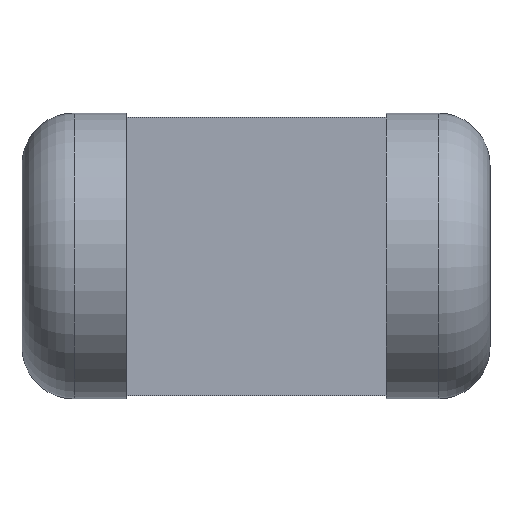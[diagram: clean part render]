
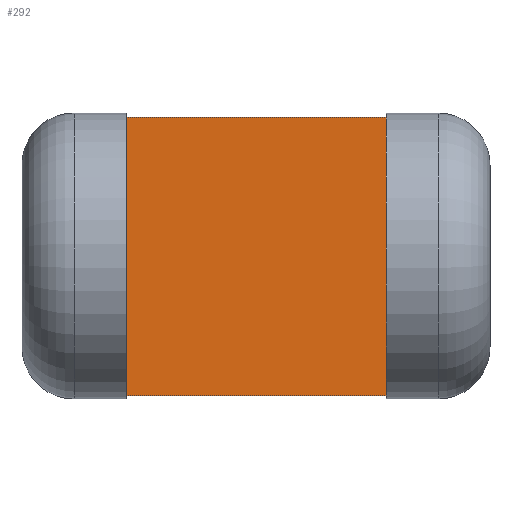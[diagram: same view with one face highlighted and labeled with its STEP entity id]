
A CAD part, top view. The second image highlights one B-rep face of the part: STEP entity #292.
In plain terms, the highlighted planar face has unit normal (0, -0.012, 1).
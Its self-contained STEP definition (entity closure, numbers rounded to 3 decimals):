
#20=PLANE('',#336);
#48=FACE_OUTER_BOUND('',#66,.T.);
#66=EDGE_LOOP('',(#251,#252,#253,#254));
#85=LINE('',#470,#111);
#96=LINE('',#504,#122);
#99=LINE('',#510,#125);
#100=LINE('',#511,#126);
#111=VECTOR('',#377,10.);
#122=VECTOR('',#414,10.);
#125=VECTOR('',#421,10.);
#126=VECTOR('',#422,10.);
#138=VERTEX_POINT('',#467);
#139=VERTEX_POINT('',#469);
#148=VERTEX_POINT('',#501);
#149=VERTEX_POINT('',#503);
#167=EDGE_CURVE('',#139,#138,#85,.T.);
#184=EDGE_CURVE('',#148,#149,#96,.T.);
#187=EDGE_CURVE('',#149,#138,#99,.T.);
#188=EDGE_CURVE('',#139,#148,#100,.T.);
#251=ORIENTED_EDGE('',*,*,#187,.F.);
#252=ORIENTED_EDGE('',*,*,#184,.F.);
#253=ORIENTED_EDGE('',*,*,#188,.F.);
#254=ORIENTED_EDGE('',*,*,#167,.T.);
#292=ADVANCED_FACE('',(#48),#20,.T.);
#336=AXIS2_PLACEMENT_3D('',#509,#419,#420);
#377=DIRECTION('',(1.,0.,0.));
#414=DIRECTION('',(1.,0.,0.));
#419=DIRECTION('center_axis',(0.,-0.012,1.));
#420=DIRECTION('ref_axis',(0.,-1.,-0.012));
#421=DIRECTION('',(0.,-1.,-0.012));
#422=DIRECTION('',(0.,1.,0.012));
#467=CARTESIAN_POINT('',(50.,493.974,639.419));
#469=CARTESIAN_POINT('',(-50.,493.974,639.419));
#470=CARTESIAN_POINT('',(-50.,493.974,639.419));
#501=CARTESIAN_POINT('',(-50.,601.042,640.726));
#503=CARTESIAN_POINT('',(50.,601.042,640.726));
#504=CARTESIAN_POINT('',(-50.,601.042,640.726));
#509=CARTESIAN_POINT('Origin',(-50.,601.042,640.726));
#510=CARTESIAN_POINT('',(50.,573.923,640.395));
#511=CARTESIAN_POINT('',(-50.,573.923,640.395));
